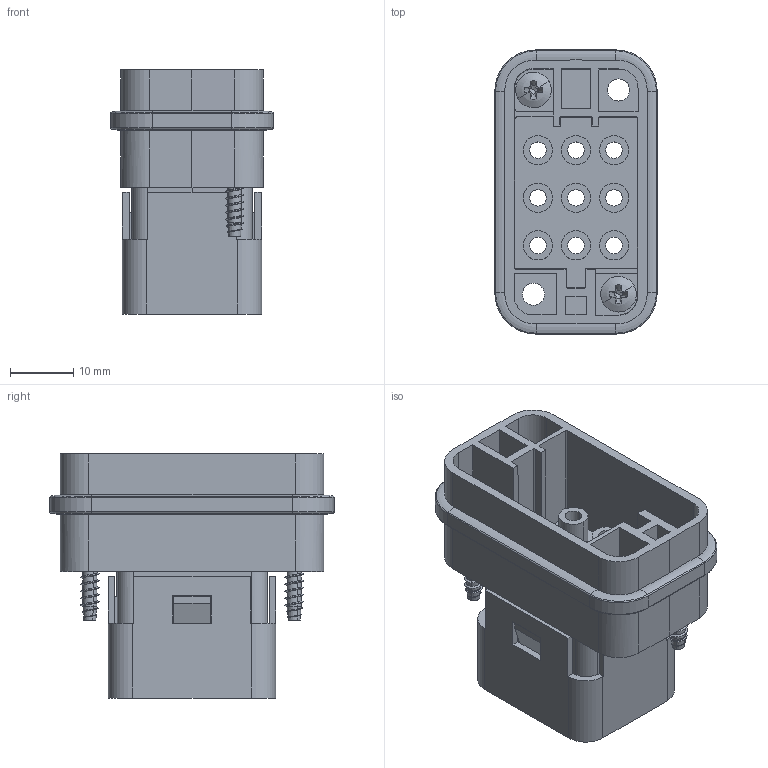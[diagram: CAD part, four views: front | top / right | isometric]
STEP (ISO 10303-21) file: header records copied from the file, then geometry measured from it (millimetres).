
FILE_DESCRIPTION(('CATIA V5 STEP','CAx-IF Rec.Pracs.--- Model Styling and Organization---1.2---2011-12-15'),'2;1');
FILE_NAME ('13427040_2', '2018-08-13T12:54:40+00:00', ('none'), ('Weidmueller'), 'CATIA Version 5-6 Release 2014 SP4 HF52', 'CATIA V5 STEP AP214', 'none');
FILE_SCHEMA(('AUTOMOTIVE_DESIGN { 1 0 10303 214 1 1 1 1 }'));
Length unit declared in the file: millimetre
Products named in the file (1): 1919970000
Bounding box: 25.6 x 44.8 x 38.5 mm (x, y, z)
Volume: 12192.8 mm3; surface area: 18583.6 mm2
Topology: 1 solids, 7 shells, 680 faces, 1781 edges, 1144 vertices
Faces by surface type: plane 379, cylinder 205, cone 49, bspline 23, torus 20, sphere 4
Entity records: 21531 total; most frequent: CARTESIAN_POINT 6427, ORIENTED_EDGE 3554, DIRECTION 2286, EDGE_CURVE 1777, VERTEX_POINT 1144, VECTOR 952, LINE 952, AXIS2_PLACEMENT_3D 905
